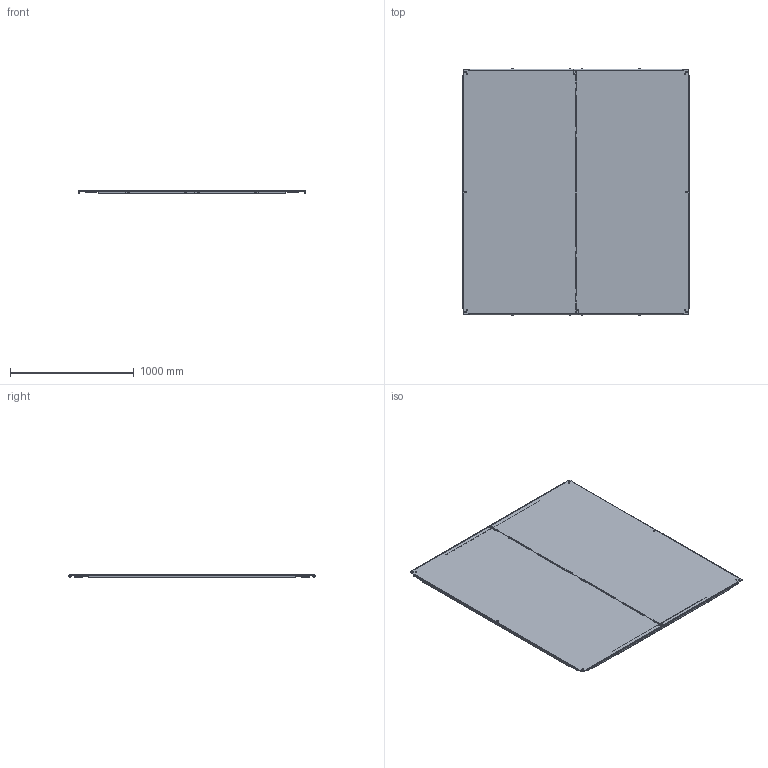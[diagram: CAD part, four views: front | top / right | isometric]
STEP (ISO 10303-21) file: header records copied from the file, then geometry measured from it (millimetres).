
FILE_DESCRIPTION (( 'STEP AP203' ), '1' );
FILE_NAME ('SCE-82P76GALV.step', '2021-01-08T15:47:18', ( 'ADC123' ), ( 'Microsoft' ), 'SwSTEP 2.0', 'SolidWorks 2019', '' );
FILE_SCHEMA (( 'CONFIG_CONTROL_DESIGN' ));
Length unit declared in the file: metre
Products named in the file (1): SCE-82P76GALV
Bounding box: 1827.21 x 1990.99 x 22.23 mm (x, y, z)
Volume: 12331636.3 mm3; surface area: 7936385.6 mm2
Topology: 44 solids, 44 shells, 1922 faces, 4846 edges, 2928 vertices
Faces by surface type: bspline 848, plane 528, cylinder 478, cone 68
Full cylindrical faces by diameter (mm): 6.299 x8, 6.35 x8, 7.112 x1, 7.137 x3, 7.874 x12, 7.925 x12, 8.712 x8, 8.738 x8, 9.525 x24, 11.176 x8, 12.7 x16, 22.225 x2
Entity records: 95877 total; most frequent: CARTESIAN_POINT 58847, ORIENTED_EDGE 8792, DIRECTION 5490, EDGE_CURVE 4396, VERTEX_POINT 2864, EDGE_LOOP 2372, FACE_OUTER_BOUND 2096, AXIS2_PLACEMENT_3D 2083
